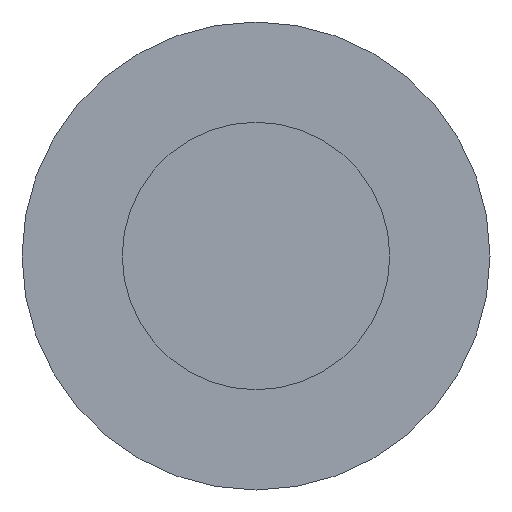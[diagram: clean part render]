
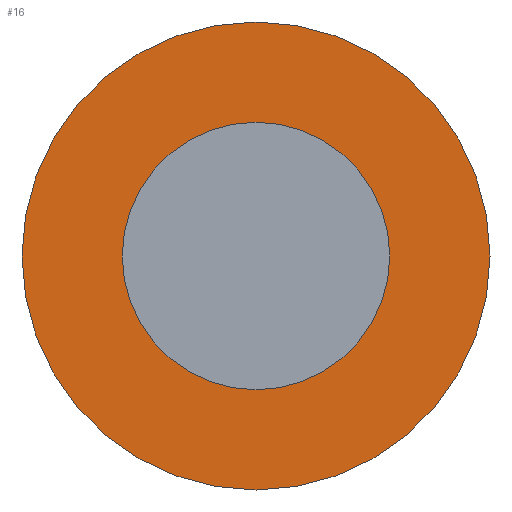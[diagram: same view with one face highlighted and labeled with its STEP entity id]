
A CAD part, front view. The second image highlights one B-rep face of the part: STEP entity #16.
In plain terms, the highlighted planar face has unit normal (0, -1, 0).
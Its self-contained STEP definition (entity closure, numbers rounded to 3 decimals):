
#2 = EDGE_LOOP ( 'NONE', ( #94, #258 ) ) ;
#9 = CIRCLE ( 'NONE', #234, 3. ) ;
#16 = ADVANCED_FACE ( 'NONE', ( #140, #401 ), #174, .T. ) ;
#22 = CARTESIAN_POINT ( 'NONE',  ( 0., 0., -3. ) ) ;
#28 = CARTESIAN_POINT ( 'NONE',  ( 0., 0., 0. ) ) ;
#31 = CARTESIAN_POINT ( 'NONE',  ( 0., 0., 0. ) ) ;
#42 = CARTESIAN_POINT ( 'NONE',  ( 0., 0., 0. ) ) ;
#45 = ORIENTED_EDGE ( 'NONE', *, *, #391, .T. ) ;
#51 = CARTESIAN_POINT ( 'NONE',  ( 0., 0., -3. ) ) ;
#60 = DIRECTION ( 'NONE',  ( 0., 0., -1. ) ) ;
#61 = VERTEX_POINT ( 'NONE', #82 ) ;
#82 = CARTESIAN_POINT ( 'NONE',  ( 0., 0., 5.25 ) ) ;
#86 = CIRCLE ( 'NONE', #158, 5.25 ) ;
#94 = ORIENTED_EDGE ( 'NONE', *, *, #232, .F. ) ;
#111 = CARTESIAN_POINT ( 'NONE',  ( 0., 0., -5.25 ) ) ;
#133 = VERTEX_POINT ( 'NONE', #111 ) ;
#137 = AXIS2_PLACEMENT_3D ( 'NONE', #42, #257, #194 ) ;
#140 = FACE_OUTER_BOUND ( 'NONE', #297, .T. ) ;
#158 = AXIS2_PLACEMENT_3D ( 'NONE', #182, #214, #385 ) ;
#169 = AXIS2_PLACEMENT_3D ( 'NONE', #28, #345, #60 ) ;
#174 = PLANE ( 'NONE',  #265 ) ;
#182 = CARTESIAN_POINT ( 'NONE',  ( 0., 0., 0. ) ) ;
#194 = DIRECTION ( 'NONE',  ( 0., 0., -1. ) ) ;
#199 = VERTEX_POINT ( 'NONE', #51 ) ;
#210 = CIRCLE ( 'NONE', #137, 5.25 ) ;
#214 = DIRECTION ( 'NONE',  ( 0., -1., 0. ) ) ;
#232 = EDGE_CURVE ( 'NONE', #199, #267, #354, .T. ) ;
#234 = AXIS2_PLACEMENT_3D ( 'NONE', #31, #242, #347 ) ;
#241 = DIRECTION ( 'NONE',  ( 0., -1., 0. ) ) ;
#242 = DIRECTION ( 'NONE',  ( 0., -1., 0. ) ) ;
#245 = CARTESIAN_POINT ( 'NONE',  ( 0., 0., 3. ) ) ;
#257 = DIRECTION ( 'NONE',  ( 0., -1., 0. ) ) ;
#258 = ORIENTED_EDGE ( 'NONE', *, *, #264, .F. ) ;
#264 = EDGE_CURVE ( 'NONE', #267, #199, #9, .T. ) ;
#265 = AXIS2_PLACEMENT_3D ( 'NONE', #22, #241, #372 ) ;
#267 = VERTEX_POINT ( 'NONE', #245 ) ;
#287 = EDGE_CURVE ( 'NONE', #61, #133, #86, .T. ) ;
#297 = EDGE_LOOP ( 'NONE', ( #45, #380 ) ) ;
#345 = DIRECTION ( 'NONE',  ( 0., -1., 0. ) ) ;
#347 = DIRECTION ( 'NONE',  ( 0., 0., -1. ) ) ;
#354 = CIRCLE ( 'NONE', #169, 3. ) ;
#372 = DIRECTION ( 'NONE',  ( 0., 0., -1. ) ) ;
#380 = ORIENTED_EDGE ( 'NONE', *, *, #287, .T. ) ;
#385 = DIRECTION ( 'NONE',  ( 0., 0., -1. ) ) ;
#391 = EDGE_CURVE ( 'NONE', #133, #61, #210, .T. ) ;
#401 = FACE_BOUND ( 'NONE', #2, .T. ) ;
